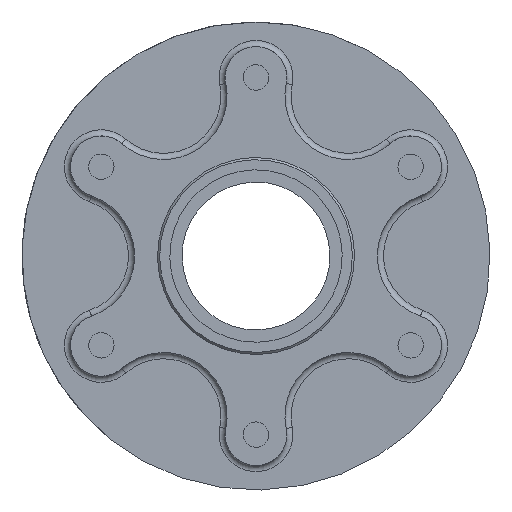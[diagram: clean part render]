
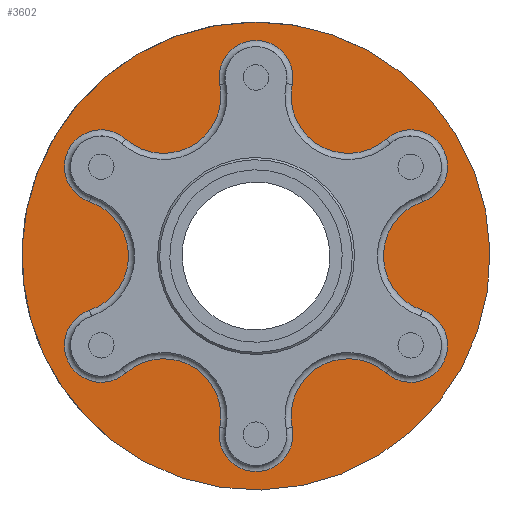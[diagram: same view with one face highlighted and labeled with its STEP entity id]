
A CAD part, front view. The second image highlights one B-rep face of the part: STEP entity #3602.
In plain terms, the highlighted planar face has unit normal (0, -1, 0).
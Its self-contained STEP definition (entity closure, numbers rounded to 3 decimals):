
#810=CARTESIAN_POINT('Vertex',(-18.218,-19.,-33.348)) ;
#813=CARTESIAN_POINT('Axis2P3D Location',(0.,-19.,0.)) ;
#817=CARTESIAN_POINT('Vertex',(-32.909,-19.,19.)) ;
#820=CARTESIAN_POINT('Axis2P3D Location',(0.,-19.,0.)) ;
#824=CARTESIAN_POINT('Vertex',(0.,-19.,38.)) ;
#827=CARTESIAN_POINT('Axis2P3D Location',(0.,-19.,0.)) ;
#831=CARTESIAN_POINT('Vertex',(18.218,-19.,33.348)) ;
#848=CARTESIAN_POINT('Axis2P3D Location',(0.,-19.,0.)) ;
#3493=CARTESIAN_POINT('Axis2P3D Location',(0.,-19.,34.)) ;
#3504=CARTESIAN_POINT('Axis2P3D Location',(25.115,-19.,14.5)) ;
#3508=CARTESIAN_POINT('Vertex',(27.03,-19.,8.814)) ;
#3510=CARTESIAN_POINT('Vertex',(21.148,-19.,19.002)) ;
#3513=CARTESIAN_POINT('Axis2P3D Location',(30.,-19.,0.)) ;
#3517=CARTESIAN_POINT('Vertex',(27.03,-19.,-8.814)) ;
#3520=CARTESIAN_POINT('Axis2P3D Location',(25.115,-19.,-14.5)) ;
#3524=CARTESIAN_POINT('Vertex',(21.148,-19.,-19.002)) ;
#3527=CARTESIAN_POINT('Axis2P3D Location',(15.,-19.,-25.981)) ;
#3531=CARTESIAN_POINT('Vertex',(5.882,-19.,-27.816)) ;
#3534=CARTESIAN_POINT('Axis2P3D Location',(0.,-19.,-29.)) ;
#3538=CARTESIAN_POINT('Vertex',(-5.882,-19.,-27.816)) ;
#3541=CARTESIAN_POINT('Axis2P3D Location',(-15.,-19.,-25.981)) ;
#3545=CARTESIAN_POINT('Vertex',(-21.148,-19.,-19.002)) ;
#3548=CARTESIAN_POINT('Axis2P3D Location',(-25.115,-19.,-14.5)) ;
#3552=CARTESIAN_POINT('Vertex',(-27.03,-19.,-8.814)) ;
#3555=CARTESIAN_POINT('Axis2P3D Location',(-30.,-19.,0.)) ;
#3559=CARTESIAN_POINT('Vertex',(-27.03,-19.,8.814)) ;
#3562=CARTESIAN_POINT('Axis2P3D Location',(-25.115,-19.,14.5)) ;
#3566=CARTESIAN_POINT('Vertex',(-21.148,-19.,19.002)) ;
#3569=CARTESIAN_POINT('Axis2P3D Location',(-15.,-19.,25.981)) ;
#3573=CARTESIAN_POINT('Vertex',(-5.882,-19.,27.816)) ;
#3576=CARTESIAN_POINT('Axis2P3D Location',(0.,-19.,29.)) ;
#3580=CARTESIAN_POINT('Vertex',(5.882,-19.,27.816)) ;
#3583=CARTESIAN_POINT('Axis2P3D Location',(15.,-19.,25.981)) ;
#814=DIRECTION('Axis2P3D Direction',(0.,1.,0.)) ;
#821=DIRECTION('Axis2P3D Direction',(0.,1.,0.)) ;
#828=DIRECTION('Axis2P3D Direction',(0.,1.,0.)) ;
#849=DIRECTION('Axis2P3D Direction',(0.,1.,0.)) ;
#3494=DIRECTION('Axis2P3D Direction',(-0.,1.,0.)) ;
#3495=DIRECTION('Axis2P3D XDirection',(1.,0.,0.)) ;
#3505=DIRECTION('Axis2P3D Direction',(-0.,1.,0.)) ;
#3514=DIRECTION('Axis2P3D Direction',(-0.,1.,0.)) ;
#3521=DIRECTION('Axis2P3D Direction',(-0.,1.,0.)) ;
#3528=DIRECTION('Axis2P3D Direction',(-0.,1.,0.)) ;
#3535=DIRECTION('Axis2P3D Direction',(-0.,1.,0.)) ;
#3542=DIRECTION('Axis2P3D Direction',(-0.,1.,0.)) ;
#3549=DIRECTION('Axis2P3D Direction',(-0.,1.,0.)) ;
#3556=DIRECTION('Axis2P3D Direction',(-0.,1.,0.)) ;
#3563=DIRECTION('Axis2P3D Direction',(-0.,1.,0.)) ;
#3570=DIRECTION('Axis2P3D Direction',(-0.,1.,0.)) ;
#3577=DIRECTION('Axis2P3D Direction',(-0.,1.,0.)) ;
#3584=DIRECTION('Axis2P3D Direction',(-0.,1.,0.)) ;
#815=AXIS2_PLACEMENT_3D('Circle Axis2P3D',#813,#814,$) ;
#822=AXIS2_PLACEMENT_3D('Circle Axis2P3D',#820,#821,$) ;
#829=AXIS2_PLACEMENT_3D('Circle Axis2P3D',#827,#828,$) ;
#850=AXIS2_PLACEMENT_3D('Circle Axis2P3D',#848,#849,$) ;
#3496=AXIS2_PLACEMENT_3D('Plane Axis2P3D',#3493,#3494,#3495) ;
#3506=AXIS2_PLACEMENT_3D('Circle Axis2P3D',#3504,#3505,$) ;
#3515=AXIS2_PLACEMENT_3D('Circle Axis2P3D',#3513,#3514,$) ;
#3522=AXIS2_PLACEMENT_3D('Circle Axis2P3D',#3520,#3521,$) ;
#3529=AXIS2_PLACEMENT_3D('Circle Axis2P3D',#3527,#3528,$) ;
#3536=AXIS2_PLACEMENT_3D('Circle Axis2P3D',#3534,#3535,$) ;
#3543=AXIS2_PLACEMENT_3D('Circle Axis2P3D',#3541,#3542,$) ;
#3550=AXIS2_PLACEMENT_3D('Circle Axis2P3D',#3548,#3549,$) ;
#3557=AXIS2_PLACEMENT_3D('Circle Axis2P3D',#3555,#3556,$) ;
#3564=AXIS2_PLACEMENT_3D('Circle Axis2P3D',#3562,#3563,$) ;
#3571=AXIS2_PLACEMENT_3D('Circle Axis2P3D',#3569,#3570,$) ;
#3578=AXIS2_PLACEMENT_3D('Circle Axis2P3D',#3576,#3577,$) ;
#3585=AXIS2_PLACEMENT_3D('Circle Axis2P3D',#3583,#3584,$) ;
#3499=ORIENTED_EDGE('',*,*,#819,.F.) ;
#3500=ORIENTED_EDGE('',*,*,#852,.F.) ;
#3501=ORIENTED_EDGE('',*,*,#833,.F.) ;
#3502=ORIENTED_EDGE('',*,*,#826,.F.) ;
#3589=ORIENTED_EDGE('',*,*,#3512,.F.) ;
#3590=ORIENTED_EDGE('',*,*,#3519,.F.) ;
#3591=ORIENTED_EDGE('',*,*,#3526,.F.) ;
#3592=ORIENTED_EDGE('',*,*,#3533,.F.) ;
#3593=ORIENTED_EDGE('',*,*,#3540,.F.) ;
#3594=ORIENTED_EDGE('',*,*,#3547,.F.) ;
#3595=ORIENTED_EDGE('',*,*,#3554,.F.) ;
#3596=ORIENTED_EDGE('',*,*,#3561,.F.) ;
#3597=ORIENTED_EDGE('',*,*,#3568,.F.) ;
#3598=ORIENTED_EDGE('',*,*,#3575,.F.) ;
#3599=ORIENTED_EDGE('',*,*,#3582,.F.) ;
#3600=ORIENTED_EDGE('',*,*,#3587,.F.) ;
#3601=FACE_BOUND('',#3588,.T.) ;
#3602=ADVANCED_FACE('Corps principal',(#3503,#3601),#3497,.F.) ;
#816=CIRCLE('generated circle',#815,38.) ;
#823=CIRCLE('generated circle',#822,38.) ;
#830=CIRCLE('generated circle',#829,38.) ;
#851=CIRCLE('generated circle',#850,38.) ;
#3507=CIRCLE('generated circle',#3506,6.) ;
#3516=CIRCLE('generated circle',#3515,9.301) ;
#3523=CIRCLE('generated circle',#3522,6.) ;
#3530=CIRCLE('generated circle',#3529,9.301) ;
#3537=CIRCLE('generated circle',#3536,6.) ;
#3544=CIRCLE('generated circle',#3543,9.301) ;
#3551=CIRCLE('generated circle',#3550,6.) ;
#3558=CIRCLE('generated circle',#3557,9.301) ;
#3565=CIRCLE('generated circle',#3564,6.) ;
#3572=CIRCLE('generated circle',#3571,9.301) ;
#3579=CIRCLE('generated circle',#3578,6.) ;
#3586=CIRCLE('generated circle',#3585,9.301) ;
#819=EDGE_CURVE('',#811,#818,#816,.T.) ;
#826=EDGE_CURVE('',#818,#825,#823,.T.) ;
#833=EDGE_CURVE('',#825,#832,#830,.T.) ;
#852=EDGE_CURVE('',#832,#811,#851,.T.) ;
#3512=EDGE_CURVE('',#3509,#3511,#3507,.F.) ;
#3519=EDGE_CURVE('',#3518,#3509,#3516,.T.) ;
#3526=EDGE_CURVE('',#3525,#3518,#3523,.F.) ;
#3533=EDGE_CURVE('',#3532,#3525,#3530,.T.) ;
#3540=EDGE_CURVE('',#3539,#3532,#3537,.F.) ;
#3547=EDGE_CURVE('',#3546,#3539,#3544,.T.) ;
#3554=EDGE_CURVE('',#3553,#3546,#3551,.F.) ;
#3561=EDGE_CURVE('',#3560,#3553,#3558,.T.) ;
#3568=EDGE_CURVE('',#3567,#3560,#3565,.F.) ;
#3575=EDGE_CURVE('',#3574,#3567,#3572,.T.) ;
#3582=EDGE_CURVE('',#3581,#3574,#3579,.F.) ;
#3587=EDGE_CURVE('',#3511,#3581,#3586,.T.) ;
#3498=EDGE_LOOP('',(#3499,#3500,#3501,#3502)) ;
#3588=EDGE_LOOP('',(#3589,#3590,#3591,#3592,#3593,#3594,#3595,#3596,#3597,#3598,#3599,#3600)) ;
#3503=FACE_OUTER_BOUND('',#3498,.T.) ;
#3497=PLANE('Plane',#3496) ;
#811=VERTEX_POINT('',#810) ;
#818=VERTEX_POINT('',#817) ;
#825=VERTEX_POINT('',#824) ;
#832=VERTEX_POINT('',#831) ;
#3509=VERTEX_POINT('',#3508) ;
#3511=VERTEX_POINT('',#3510) ;
#3518=VERTEX_POINT('',#3517) ;
#3525=VERTEX_POINT('',#3524) ;
#3532=VERTEX_POINT('',#3531) ;
#3539=VERTEX_POINT('',#3538) ;
#3546=VERTEX_POINT('',#3545) ;
#3553=VERTEX_POINT('',#3552) ;
#3560=VERTEX_POINT('',#3559) ;
#3567=VERTEX_POINT('',#3566) ;
#3574=VERTEX_POINT('',#3573) ;
#3581=VERTEX_POINT('',#3580) ;
